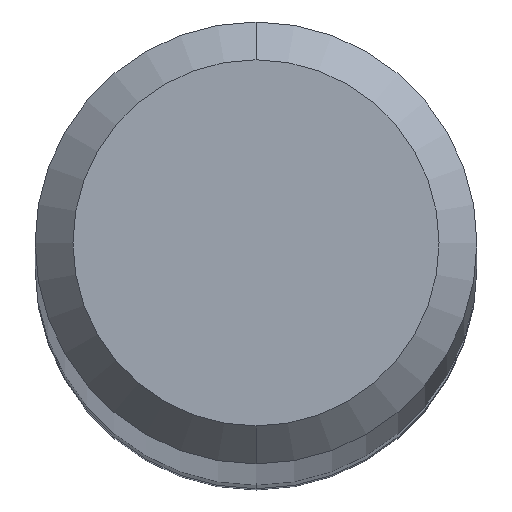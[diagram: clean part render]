
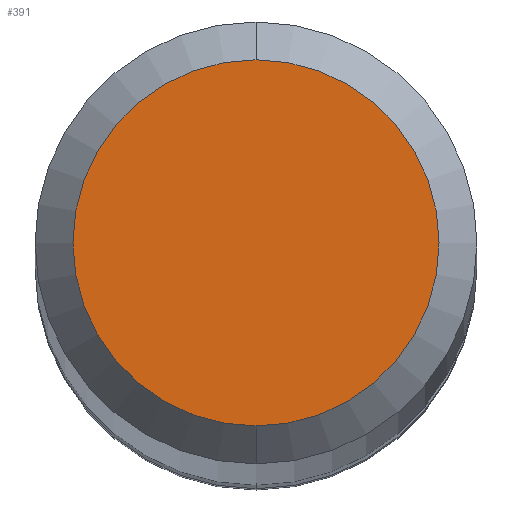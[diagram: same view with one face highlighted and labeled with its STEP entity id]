
A CAD part, top view. The second image highlights one B-rep face of the part: STEP entity #391.
In plain terms, the highlighted planar face has unit normal (0, 0, 1).
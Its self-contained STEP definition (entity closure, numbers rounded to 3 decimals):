
#391=ADVANCED_FACE('',(#800),#801,.T.);
#423=VERTEX_POINT('',#838);
#481=EDGE_CURVE('',#519,#423,#901,.T.);
#519=VERTEX_POINT('',#940);
#569=EDGE_CURVE('',#423,#519,#994,.T.);
#800=FACE_OUTER_BOUND('',#1400,.T.);
#801=PLANE('',#1401);
#838=CARTESIAN_POINT('',(0.0,1.45,0.0));
#901=CIRCLE('',#1588,1.45);
#940=CARTESIAN_POINT('',(0.,-1.45,0.0));
#994=CIRCLE('',#1755,1.45);
#1400=EDGE_LOOP('',(#2030,#2031));
#1401=AXIS2_PLACEMENT_3D('',#2032,#2033,#2034);
#1588=AXIS2_PLACEMENT_3D('',#2146,#2147,#2148);
#1755=AXIS2_PLACEMENT_3D('',#2225,#2226,#2227);
#2030=ORIENTED_EDGE('',*,*,#569,.F.);
#2031=ORIENTED_EDGE('',*,*,#481,.F.);
#2032=CARTESIAN_POINT('',(0.0,0.725,0.0));
#2033=DIRECTION('',(-0.0,0.0,1.0));
#2034=DIRECTION('',(0.0,-1.0,0.0));
#2146=CARTESIAN_POINT('',(0.0,0.0,0.0));
#2147=DIRECTION('',(0.0,0.0,-1.0));
#2148=DIRECTION('',(0.0,1.0,0.0));
#2225=CARTESIAN_POINT('',(0.0,0.0,0.0));
#2226=DIRECTION('',(0.0,0.0,-1.0));
#2227=DIRECTION('',(0.0,1.0,0.0));
